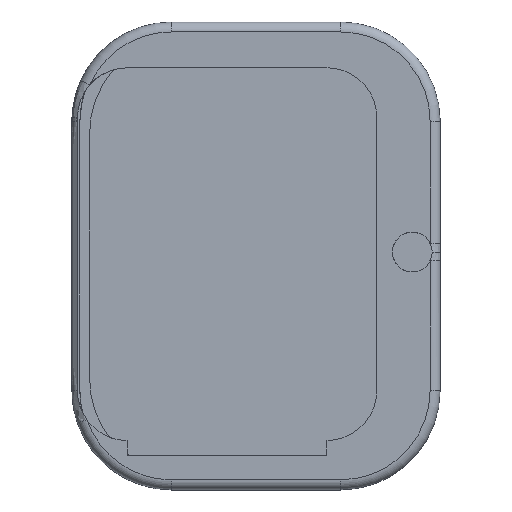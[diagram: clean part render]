
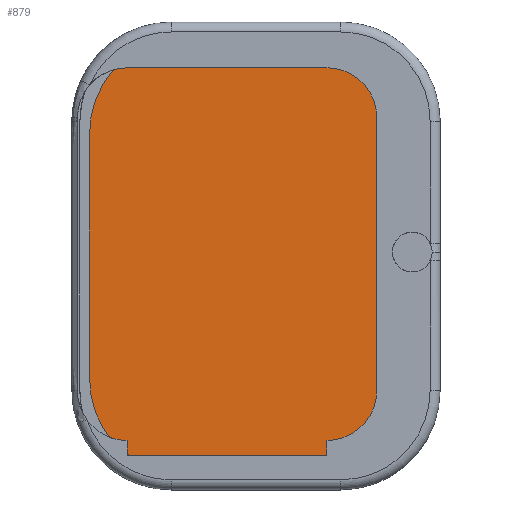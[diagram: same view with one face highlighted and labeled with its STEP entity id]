
A CAD part, top view. The second image highlights one B-rep face of the part: STEP entity #879.
In plain terms, the highlighted planar face has unit normal (0, 0, 1).
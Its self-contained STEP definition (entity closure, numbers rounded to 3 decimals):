
#688 = VERTEX_POINT('',#689);
#689 = CARTESIAN_POINT('',(-27.12,11.168,1.96));
#695 = EDGE_CURVE('',#688,#696,#698,.T.);
#696 = VERTEX_POINT('',#697);
#697 = CARTESIAN_POINT('',(-27.12,-13.832,1.96));
#698 = LINE('',#699,#700);
#699 = CARTESIAN_POINT('',(-27.12,11.168,1.96));
#700 = VECTOR('',#701,1.);
#701 = DIRECTION('',(0.,-1.,0.));
#719 = EDGE_CURVE('',#696,#720,#722,.T.);
#720 = VERTEX_POINT('',#721);
#721 = CARTESIAN_POINT('',(-17.92,-23.032,1.96));
#722 = CIRCLE('',#723,9.2);
#723 = AXIS2_PLACEMENT_3D('',#724,#725,#726);
#724 = CARTESIAN_POINT('',(-17.92,-13.832,1.96));
#725 = DIRECTION('',(0.,0.,1.));
#726 = DIRECTION('',(1.,0.,0.));
#744 = EDGE_CURVE('',#720,#745,#747,.T.);
#745 = VERTEX_POINT('',#746);
#746 = CARTESIAN_POINT('',(-2.92,-23.032,1.96));
#747 = LINE('',#748,#749);
#748 = CARTESIAN_POINT('',(-17.92,-23.032,1.96));
#749 = VECTOR('',#750,1.);
#750 = DIRECTION('',(1.,0.,0.));
#768 = EDGE_CURVE('',#745,#769,#771,.T.);
#769 = VERTEX_POINT('',#770);
#770 = CARTESIAN_POINT('',(6.28,-13.832,1.96));
#771 = CIRCLE('',#772,9.2);
#772 = AXIS2_PLACEMENT_3D('',#773,#774,#775);
#773 = CARTESIAN_POINT('',(-2.92,-13.832,1.96));
#774 = DIRECTION('',(0.,0.,1.));
#775 = DIRECTION('',(1.,0.,0.));
#793 = EDGE_CURVE('',#769,#794,#796,.T.);
#794 = VERTEX_POINT('',#795);
#795 = CARTESIAN_POINT('',(6.28,11.168,1.96));
#796 = LINE('',#797,#798);
#797 = CARTESIAN_POINT('',(6.28,-13.832,1.96));
#798 = VECTOR('',#799,1.);
#799 = DIRECTION('',(0.,1.,0.));
#817 = EDGE_CURVE('',#794,#818,#820,.T.);
#818 = VERTEX_POINT('',#819);
#819 = CARTESIAN_POINT('',(-2.92,20.368,1.96));
#820 = CIRCLE('',#821,9.2);
#821 = AXIS2_PLACEMENT_3D('',#822,#823,#824);
#822 = CARTESIAN_POINT('',(-2.92,11.168,1.96));
#823 = DIRECTION('',(0.,0.,1.));
#824 = DIRECTION('',(1.,0.,0.));
#842 = EDGE_CURVE('',#818,#843,#845,.T.);
#843 = VERTEX_POINT('',#844);
#844 = CARTESIAN_POINT('',(-17.92,20.368,1.96));
#845 = LINE('',#846,#847);
#846 = CARTESIAN_POINT('',(-2.92,20.368,1.96));
#847 = VECTOR('',#848,1.);
#848 = DIRECTION('',(-1.,0.,0.));
#866 = EDGE_CURVE('',#843,#688,#867,.T.);
#867 = CIRCLE('',#868,9.2);
#868 = AXIS2_PLACEMENT_3D('',#869,#870,#871);
#869 = CARTESIAN_POINT('',(-17.92,11.168,1.96));
#870 = DIRECTION('',(0.,0.,1.));
#871 = DIRECTION('',(1.,0.,0.));
#879 = ADVANCED_FACE('',(#880),#890,.T.);
#880 = FACE_BOUND('',#881,.T.);
#881 = EDGE_LOOP('',(#882,#883,#884,#885,#886,#887,#888,#889));
#882 = ORIENTED_EDGE('',*,*,#695,.T.);
#883 = ORIENTED_EDGE('',*,*,#719,.T.);
#884 = ORIENTED_EDGE('',*,*,#744,.T.);
#885 = ORIENTED_EDGE('',*,*,#768,.T.);
#886 = ORIENTED_EDGE('',*,*,#793,.T.);
#887 = ORIENTED_EDGE('',*,*,#817,.T.);
#888 = ORIENTED_EDGE('',*,*,#842,.T.);
#889 = ORIENTED_EDGE('',*,*,#866,.T.);
#890 = PLANE('',#891);
#891 = AXIS2_PLACEMENT_3D('',#892,#893,#894);
#892 = CARTESIAN_POINT('',(-10.42,-1.332,1.96));
#893 = DIRECTION('',(0.,0.,1.));
#894 = DIRECTION('',(1.,0.,0.));
